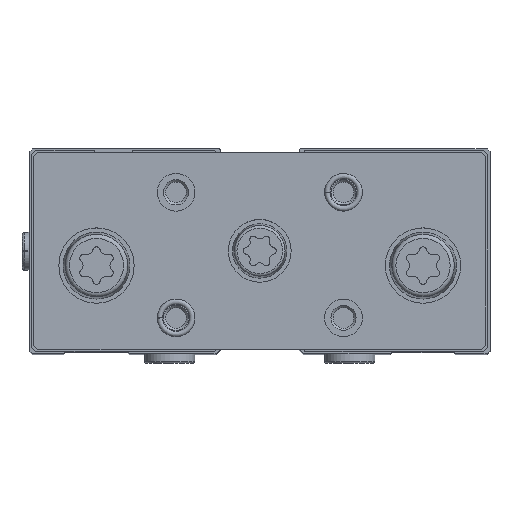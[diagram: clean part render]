
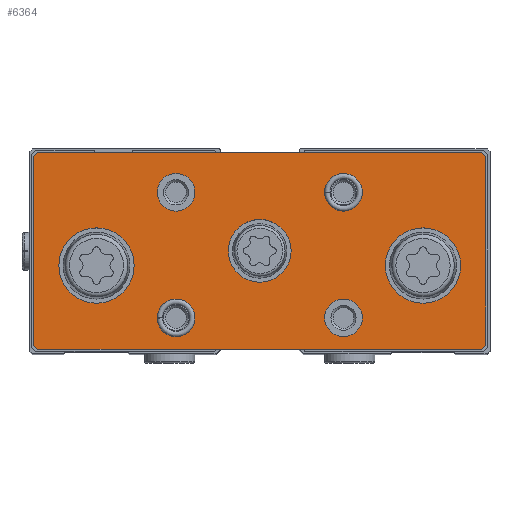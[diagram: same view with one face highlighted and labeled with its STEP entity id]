
A CAD part, top view. The second image highlights one B-rep face of the part: STEP entity #6364.
In plain terms, the highlighted face is planar.
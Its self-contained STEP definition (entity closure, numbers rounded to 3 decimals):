
#602=CIRCLE('',#7104,7.5);
#603=CIRCLE('',#7105,9.);
#604=CIRCLE('',#7106,9.);
#605=CIRCLE('',#7107,4.5);
#606=CIRCLE('',#7108,4.5);
#607=CIRCLE('',#7109,4.5);
#608=CIRCLE('',#7110,4.5);
#1966=ORIENTED_EDGE('',*,*,#3022,.F.);
#1967=ORIENTED_EDGE('',*,*,#3023,.F.);
#1968=ORIENTED_EDGE('',*,*,#3024,.F.);
#1969=ORIENTED_EDGE('',*,*,#3025,.F.);
#1970=ORIENTED_EDGE('',*,*,#3026,.F.);
#1971=ORIENTED_EDGE('',*,*,#3027,.F.);
#1972=ORIENTED_EDGE('',*,*,#3028,.F.);
#1973=ORIENTED_EDGE('',*,*,#2987,.T.);
#1974=ORIENTED_EDGE('',*,*,#2991,.T.);
#1975=ORIENTED_EDGE('',*,*,#2996,.T.);
#1976=ORIENTED_EDGE('',*,*,#2999,.T.);
#1977=ORIENTED_EDGE('',*,*,#3002,.T.);
#1978=ORIENTED_EDGE('',*,*,#3005,.T.);
#1979=ORIENTED_EDGE('',*,*,#3010,.T.);
#1980=ORIENTED_EDGE('',*,*,#3013,.T.);
#2987=EDGE_CURVE('',#3663,#3664,#4165,.T.);
#2991=EDGE_CURVE('',#3664,#3667,#4169,.T.);
#2996=EDGE_CURVE('',#3667,#3671,#4172,.T.);
#2999=EDGE_CURVE('',#3671,#3673,#4175,.T.);
#3002=EDGE_CURVE('',#3673,#3675,#4178,.T.);
#3005=EDGE_CURVE('',#3675,#3677,#4181,.T.);
#3010=EDGE_CURVE('',#3677,#3681,#4184,.T.);
#3013=EDGE_CURVE('',#3681,#3663,#4187,.T.);
#3022=EDGE_CURVE('',#3690,#3690,#602,.T.);
#3023=EDGE_CURVE('',#3691,#3691,#603,.T.);
#3024=EDGE_CURVE('',#3692,#3692,#604,.T.);
#3025=EDGE_CURVE('',#3693,#3693,#605,.T.);
#3026=EDGE_CURVE('',#3694,#3694,#606,.T.);
#3027=EDGE_CURVE('',#3695,#3695,#607,.T.);
#3028=EDGE_CURVE('',#3696,#3696,#608,.T.);
#3663=VERTEX_POINT('',#10751);
#3664=VERTEX_POINT('',#10752);
#3667=VERTEX_POINT('',#10760);
#3671=VERTEX_POINT('',#10770);
#3673=VERTEX_POINT('',#10776);
#3675=VERTEX_POINT('',#10782);
#3677=VERTEX_POINT('',#10788);
#3681=VERTEX_POINT('',#10798);
#3690=VERTEX_POINT('',#10822);
#3691=VERTEX_POINT('',#10824);
#3692=VERTEX_POINT('',#10826);
#3693=VERTEX_POINT('',#10828);
#3694=VERTEX_POINT('',#10830);
#3695=VERTEX_POINT('',#10832);
#3696=VERTEX_POINT('',#10834);
#4165=LINE('',#10750,#4597);
#4169=LINE('',#10759,#4601);
#4172=LINE('',#10769,#4604);
#4175=LINE('',#10775,#4607);
#4178=LINE('',#10781,#4610);
#4181=LINE('',#10787,#4613);
#4184=LINE('',#10797,#4616);
#4187=LINE('',#10803,#4619);
#4597=VECTOR('',#8763,1000.);
#4601=VECTOR('',#8769,1000.);
#4604=VECTOR('',#8778,1000.);
#4607=VECTOR('',#8783,1000.);
#4610=VECTOR('',#8788,1000.);
#4613=VECTOR('',#8793,1000.);
#4616=VECTOR('',#8802,1000.);
#4619=VECTOR('',#8807,1000.);
#5101=EDGE_LOOP('',(#1966));
#5102=EDGE_LOOP('',(#1967));
#5103=EDGE_LOOP('',(#1968));
#5104=EDGE_LOOP('',(#1969));
#5105=EDGE_LOOP('',(#1970));
#5106=EDGE_LOOP('',(#1971));
#5107=EDGE_LOOP('',(#1972));
#5108=EDGE_LOOP('',(#1973,#1974,#1975,#1976,#1977,#1978,#1979,#1980));
#5713=FACE_BOUND('',#5101,.T.);
#5714=FACE_BOUND('',#5102,.T.);
#5715=FACE_BOUND('',#5103,.T.);
#5716=FACE_BOUND('',#5104,.T.);
#5717=FACE_BOUND('',#5105,.T.);
#5718=FACE_BOUND('',#5106,.T.);
#5719=FACE_BOUND('',#5107,.T.);
#5720=FACE_BOUND('',#5108,.T.);
#6053=PLANE('',#7103);
#6364=ADVANCED_FACE('',(#5713,#5714,#5715,#5716,#5717,#5718,#5719,#5720),
#6053,.T.);
#7103=AXIS2_PLACEMENT_3D('',#10820,#8825,#8826);
#7104=AXIS2_PLACEMENT_3D('',#10821,#8827,#8828);
#7105=AXIS2_PLACEMENT_3D('',#10823,#8829,#8830);
#7106=AXIS2_PLACEMENT_3D('',#10825,#8831,#8832);
#7107=AXIS2_PLACEMENT_3D('',#10827,#8833,#8834);
#7108=AXIS2_PLACEMENT_3D('',#10829,#8835,#8836);
#7109=AXIS2_PLACEMENT_3D('',#10831,#8837,#8838);
#7110=AXIS2_PLACEMENT_3D('',#10833,#8839,#8840);
#8763=DIRECTION('',(0.,-1.,0.));
#8769=DIRECTION('',(0.,-0.707,-0.707));
#8778=DIRECTION('',(0.,0.,-1.));
#8783=DIRECTION('',(0.,0.707,-0.707));
#8788=DIRECTION('',(0.,1.,0.));
#8793=DIRECTION('',(0.,0.707,0.707));
#8802=DIRECTION('',(0.,0.,1.));
#8807=DIRECTION('',(0.,-0.707,0.707));
#8825=DIRECTION('',(1.,0.,0.));
#8826=DIRECTION('',(0.,0.,-1.));
#8827=DIRECTION('',(1.,0.,0.));
#8828=DIRECTION('',(0.,0.,-1.));
#8829=DIRECTION('',(1.,0.,0.));
#8830=DIRECTION('',(0.,0.,-1.));
#8831=DIRECTION('',(1.,0.,0.));
#8832=DIRECTION('',(0.,0.,-1.));
#8833=DIRECTION('',(1.,0.,0.));
#8834=DIRECTION('',(0.,0.,-1.));
#8835=DIRECTION('',(1.,0.,0.));
#8836=DIRECTION('',(0.,0.,-1.));
#8837=DIRECTION('',(1.,0.,0.));
#8838=DIRECTION('',(0.,0.,-1.));
#8839=DIRECTION('',(1.,0.,0.));
#8840=DIRECTION('',(0.,0.,-1.));
#10750=CARTESIAN_POINT('',(16.,22.5,54.));
#10751=CARTESIAN_POINT('',(16.,22.5,54.));
#10752=CARTESIAN_POINT('',(16.,-22.5,54.));
#10759=CARTESIAN_POINT('',(16.,-22.5,54.));
#10760=CARTESIAN_POINT('',(16.,-23.5,53.));
#10769=CARTESIAN_POINT('',(16.,-23.5,53.));
#10770=CARTESIAN_POINT('',(16.,-23.5,-53.));
#10775=CARTESIAN_POINT('',(16.,-23.5,-53.));
#10776=CARTESIAN_POINT('',(16.,-22.5,-54.));
#10781=CARTESIAN_POINT('',(16.,-22.5,-54.));
#10782=CARTESIAN_POINT('',(16.,22.5,-54.));
#10787=CARTESIAN_POINT('',(16.,22.5,-54.));
#10788=CARTESIAN_POINT('',(16.,23.5,-53.));
#10797=CARTESIAN_POINT('',(16.,23.5,-53.));
#10798=CARTESIAN_POINT('',(16.,23.5,53.));
#10803=CARTESIAN_POINT('',(16.,23.5,53.));
#10820=CARTESIAN_POINT('',(16.,0.,0.));
#10821=CARTESIAN_POINT('',(16.,0.,0.));
#10822=CARTESIAN_POINT('',(16.,0.,-7.5));
#10823=CARTESIAN_POINT('',(16.,-3.5,-39.));
#10824=CARTESIAN_POINT('',(16.,-3.5,-48.));
#10825=CARTESIAN_POINT('',(16.,-3.5,39.));
#10826=CARTESIAN_POINT('',(16.,-3.5,30.));
#10827=CARTESIAN_POINT('',(16.,14.,-20.));
#10828=CARTESIAN_POINT('',(16.,14.,-24.5));
#10829=CARTESIAN_POINT('',(16.,14.,20.));
#10830=CARTESIAN_POINT('',(16.,14.,15.5));
#10831=CARTESIAN_POINT('',(16.,-16.,-20.));
#10832=CARTESIAN_POINT('',(16.,-16.,-24.5));
#10833=CARTESIAN_POINT('',(16.,-16.,20.));
#10834=CARTESIAN_POINT('',(16.,-16.,15.5));
